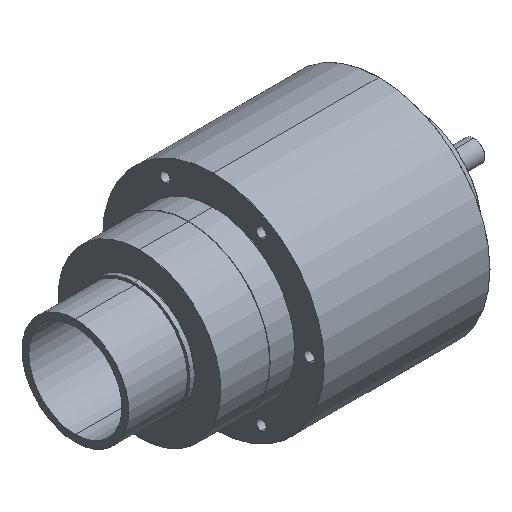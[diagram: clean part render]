
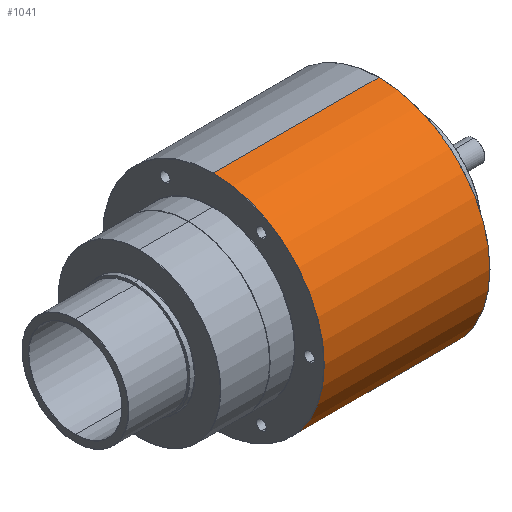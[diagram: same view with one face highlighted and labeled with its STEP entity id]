
A CAD part, isometric view. The second image highlights one B-rep face of the part: STEP entity #1041.
In plain terms, the highlighted cylindrical face has radius 57.15 mm (diameter 114.3 mm), a partial arc.
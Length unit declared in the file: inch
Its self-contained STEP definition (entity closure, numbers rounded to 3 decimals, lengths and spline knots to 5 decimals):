
#22 = AXIS2_PLACEMENT_3D ( 'NONE', #472, #474, #475 ) ;
#41 = EDGE_CURVE ( 'NONE', #274, #273, #1250, .T. ) ;
#42 = EDGE_CURVE ( 'NONE', #271, #272, #1252, .T. ) ;
#81 = DIRECTION ( 'NONE',  ( -1., 0., 0. ) ) ;
#82 = CARTESIAN_POINT ( 'NONE',  ( 12.53396, 0., -2.25 ) ) ;
#97 = CARTESIAN_POINT ( 'NONE',  ( 6.165, 0., -2.25 ) ) ;
#98 = CARTESIAN_POINT ( 'NONE',  ( 12.53396, 0., 2.25 ) ) ;
#99 = DIRECTION ( 'NONE',  ( -1., 0., 0. ) ) ;
#102 = CARTESIAN_POINT ( 'NONE',  ( 6.165, 0., 2.25 ) ) ;
#103 = CARTESIAN_POINT ( 'NONE',  ( 2.805, 0., -2.25 ) ) ;
#104 = CARTESIAN_POINT ( 'NONE',  ( 2.805, 0., 2.25 ) ) ;
#168 = EDGE_CURVE ( 'NONE', #273, #271, #1267, .T. ) ;
#172 = EDGE_CURVE ( 'NONE', #274, #272, #1275, .T. ) ;
#271 = VERTEX_POINT ( 'NONE', #104 ) ;
#272 = VERTEX_POINT ( 'NONE', #103 ) ;
#273 = VERTEX_POINT ( 'NONE', #102 ) ;
#274 = VERTEX_POINT ( 'NONE', #97 ) ;
#469 = CARTESIAN_POINT ( 'NONE',  ( 6.165, 0., 0. ) ) ;
#470 = DIRECTION ( 'NONE',  ( -1., 0., 0. ) ) ;
#471 = DIRECTION ( 'NONE',  ( 0., 0., -1. ) ) ;
#472 = CARTESIAN_POINT ( 'NONE',  ( 2.805, 0., 0. ) ) ;
#474 = DIRECTION ( 'NONE',  ( 1., 0., 0. ) ) ;
#475 = DIRECTION ( 'NONE',  ( 0., 0., -1. ) ) ;
#660 = AXIS2_PLACEMENT_3D ( 'NONE', #469, #470, #471 ) ;
#739 = EDGE_LOOP ( 'NONE', ( #954, #955, #956, #957 ) ) ;
#954 = ORIENTED_EDGE ( 'NONE', *, *, #172, .F. ) ;
#955 = ORIENTED_EDGE ( 'NONE', *, *, #41, .T. ) ;
#956 = ORIENTED_EDGE ( 'NONE', *, *, #168, .T. ) ;
#957 = ORIENTED_EDGE ( 'NONE', *, *, #42, .T. ) ;
#1041 = ADVANCED_FACE ( 'NONE', ( #2418 ), #2433, .T. ) ;
#1250 = CIRCLE ( 'NONE', #660, 2.25 ) ;
#1252 = CIRCLE ( 'NONE', #22, 2.25 ) ;
#1267 = LINE ( 'NONE', #98, #1274 ) ;
#1274 = VECTOR ( 'NONE', #99, 39.37008 ) ;
#1275 = LINE ( 'NONE', #82, #1276 ) ;
#1276 = VECTOR ( 'NONE', #81, 39.37008 ) ;
#1527 = AXIS2_PLACEMENT_3D ( 'NONE', #2181, #2180, #2176 ) ;
#2176 = DIRECTION ( 'NONE',  ( 0., 0., 1. ) ) ;
#2180 = DIRECTION ( 'NONE',  ( -1., 0., 0. ) ) ;
#2181 = CARTESIAN_POINT ( 'NONE',  ( 12.53396, 0., 0. ) ) ;
#2418 = FACE_OUTER_BOUND ( 'NONE', #739, .T. ) ;
#2433 = CYLINDRICAL_SURFACE ( 'NONE', #1527, 2.25 ) ;
